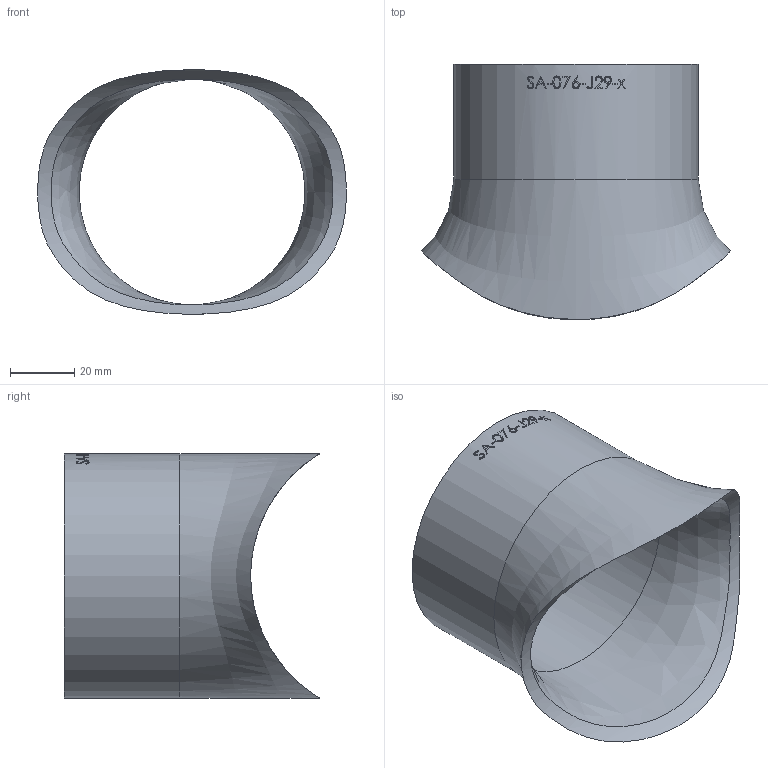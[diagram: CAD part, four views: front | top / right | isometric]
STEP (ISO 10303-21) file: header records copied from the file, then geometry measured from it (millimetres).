
FILE_DESCRIPTION (( 'STEP AP214' ), '1' );
FILE_NAME ('SA-076-J29-x Sattelstutzen 2001.STEP', '2020-01-08T09:35:00', ( '' ), ( '' ), 'SwSTEP 2.0', 'SolidWorks 2016', '' );
FILE_SCHEMA (( 'AUTOMOTIVE_DESIGN' ));
Length unit declared in the file: millimetre
Products named in the file (1): SA-076-J29-x Sattelstutzen 2001
Bounding box: 96 x 79.47 x 76.1 mm (x, y, z)
Volume: 47693 mm3; surface area: 34842.9 mm2
Topology: 1 solids, 1 shells, 135 faces, 353 edges, 235 vertices
Faces by surface type: bspline 83, plane 32, cylinder 20
Full cylindrical faces by diameter (mm): 70.3 x1, 76.1 x1
Entity records: 17832 total; most frequent: CARTESIAN_POINT 13885, ORIENTED_EDGE 684, EDGE_CURVE 342, B_SPLINE_CURVE_WITH_KNOTS 259, DIRECTION 232, VERTEX_POINT 230, EDGE_LOOP 156, FACE_OUTER_BOUND 138
